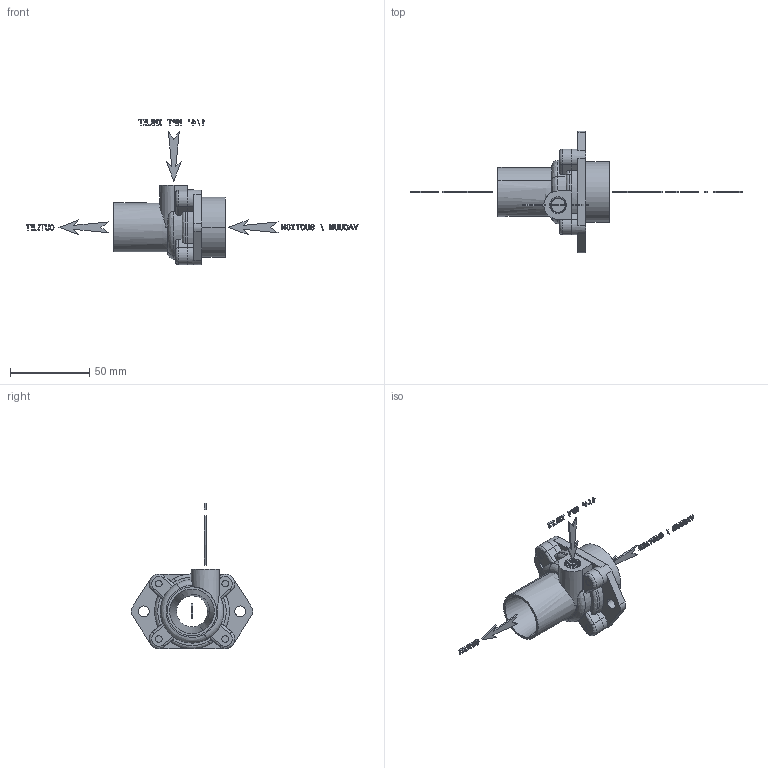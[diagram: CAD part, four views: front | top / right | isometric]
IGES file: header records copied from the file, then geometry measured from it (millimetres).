
Start section: START RECORD GO HERE.
Global section: file name: FX-20_Outline.igs; native system: DASSAULT SYSTEMES CATIA V5 R20 - www.3ds.com; preprocessor: CATIA Version 5 Release 20 ; author: Chirag Shah; organization: INTRITECH; date: 20181213.125547; units: millimetre
Bounding box: 209.62 x 76.87 x 91.85 mm (x, y, z)
Volume: 51486 mm3; surface area: 28236.9 mm2
Topology: 42 solids, 42 shells, 1257 faces, 3382 edges, 2242 vertices
Faces by surface type: plane 877, extrusion 176, revolution 164, bspline 40
